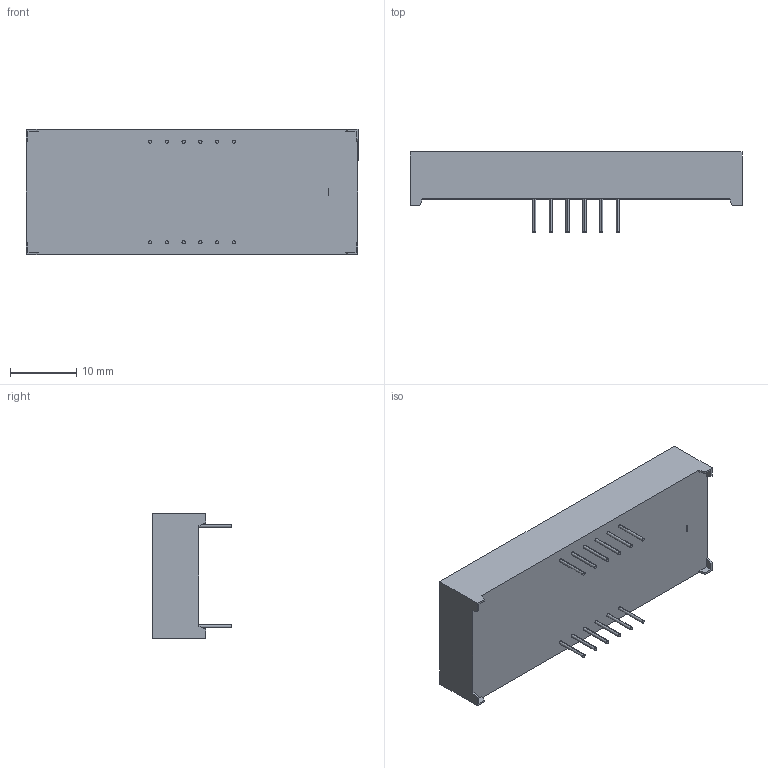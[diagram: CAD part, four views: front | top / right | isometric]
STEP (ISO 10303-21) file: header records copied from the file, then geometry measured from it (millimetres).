
FILE_DESCRIPTION (( 'STEP AP214' ), '1' );
FILE_NAME ('XDxx14x4-A.STEP', '2015-08-26T22:11:02', ( '' ), ( '' ), 'SwSTEP 2.0', 'SolidWorks 2012', '' );
FILE_SCHEMA (( 'AUTOMOTIVE_DESIGN' ));
Length unit declared in the file: millimetre
Products named in the file (1): XDxx14x4-A
Bounding box: 50.3 x 12.1 x 19 mm (x, y, z)
Volume: 6788.4 mm3; surface area: 3037.6 mm2
Topology: 1 solids, 1 shells, 419 faces, 1065 edges, 710 vertices
Faces by surface type: plane 310, bspline 57, cylinder 52
Entity records: 17727 total; most frequent: CARTESIAN_POINT 5316, ORIENTED_EDGE 2130, DIRECTION 1781, EDGE_CURVE 1065, VECTOR 847, LINE 847, VERTEX_POINT 710, EDGE_LOOP 481
